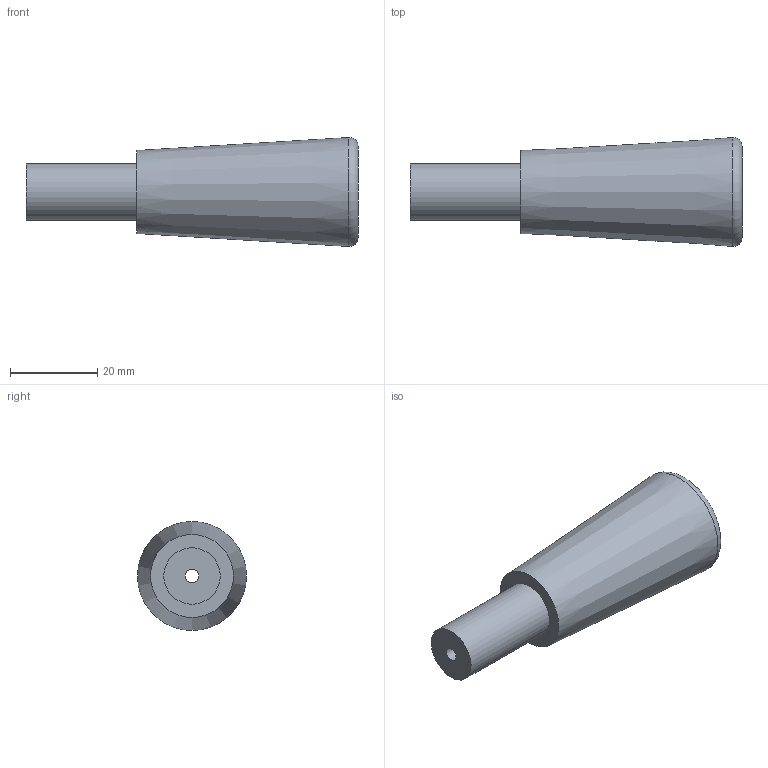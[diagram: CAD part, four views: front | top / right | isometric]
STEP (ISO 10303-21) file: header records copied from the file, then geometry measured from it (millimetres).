
FILE_DESCRIPTION(/* description */ (''),/* implementation_level */ '2;1');
FILE_NAME(/* name */ 'ewing-small-pipe_TIP.stp',/* time_stamp */ '2024-07-21T15:36:03-07:00',/* author */ (''),/* organization */ (''),/* preprocessor_version */ 'ST-DEVELOPER v18.1',/* originating_system */ 'SIEMENS PLM Software NX 1957',/* authorisation */ '');
FILE_SCHEMA (('AUTOMOTIVE_DESIGN { 1 0 10303 214 3 1 1 1 }'));
Length unit declared in the file: millimetre
Products named in the file (1): User831CE7A8zodt
Bounding box: 76.2 x 25 x 25 mm (x, y, z)
Volume: 22384.8 mm3; surface area: 6026.6 mm2
Topology: 1 solids, 1 shells, 7 faces, 11 edges, 7 vertices
Faces by surface type: plane 3, cylinder 2, cone 1, torus 1
Full cylindrical faces by diameter (mm): 3.175 x1, 12.954 x1
Entity records: 180 total; most frequent: DIRECTION 30, CARTESIAN_POINT 22, AXIS2_PLACEMENT_3D 15, FACE_BOUND 14, EDGE_LOOP 14, ORIENTED_EDGE 14, ADVANCED_FACE 7, VERTEX_POINT 7
